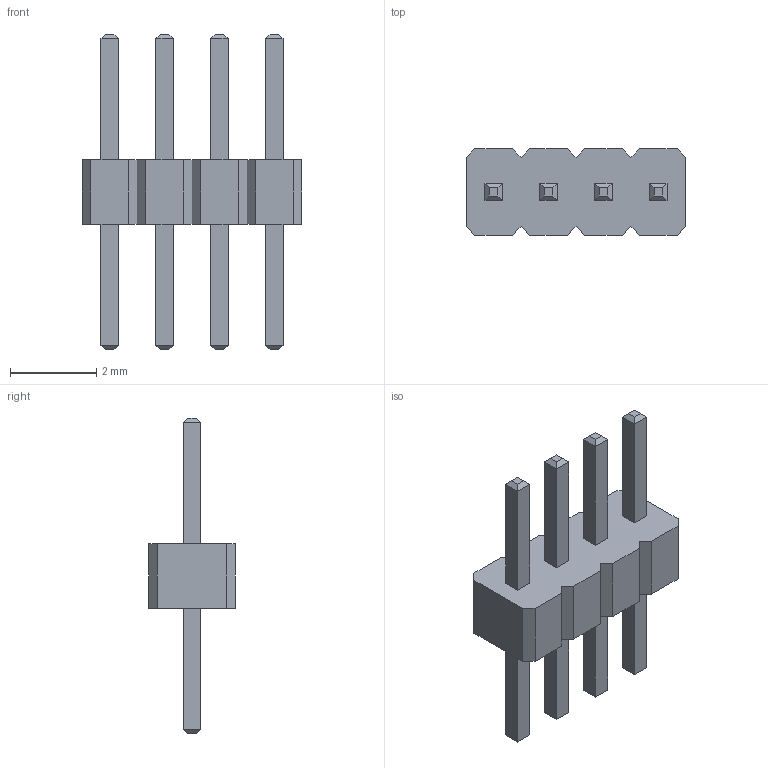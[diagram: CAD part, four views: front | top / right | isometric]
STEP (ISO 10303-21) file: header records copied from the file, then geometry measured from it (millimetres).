
FILE_DESCRIPTION(('FreeCAD Model'),'2;1');
FILE_NAME('HDR-THT-50mil-1x4.step','2019-10-10T23:12:13',('kicad StepUp'),( 'ksu MCAD'),'Open CASCADE STEP processor 7.3','FreeCAD','Unknown');
FILE_SCHEMA(('AUTOMOTIVE_DESIGN { 1 0 10303 214 1 1 1 1 }'));
Length unit declared in the file: millimetre
Products named in the file (1): HDR-THT-50mil-1x4
Bounding box: 5.08 x 2 x 7.3 mm (x, y, z)
Volume: 18.4 mm3; surface area: 78.6 mm2
Topology: 3 solids, 3 shells, 102 faces, 238 edges, 148 vertices
Faces by surface type: plane 102
Entity records: 3529 total; most frequent: CARTESIAN_POINT 489, ORIENTED_EDGE 476, DIRECTION 444, EDGE_CURVE 238, LINE 238, VECTOR 238, VERTEX_POINT 148, FACE_BOUND 108
